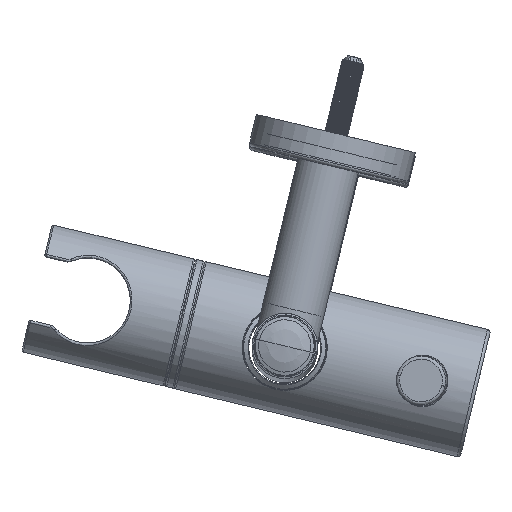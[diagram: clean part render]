
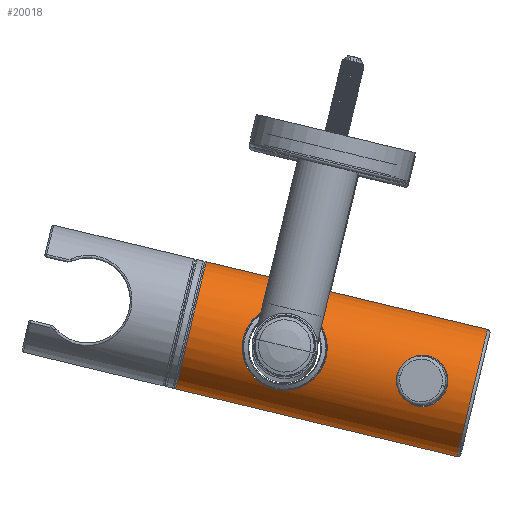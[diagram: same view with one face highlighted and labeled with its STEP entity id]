
A CAD part, top view. The second image highlights one B-rep face of the part: STEP entity #20018.
In plain terms, the highlighted cylindrical face has radius 20 mm (diameter 40 mm), a partial arc.
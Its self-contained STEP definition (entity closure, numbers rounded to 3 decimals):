
#18726=CARTESIAN_POINT('',(59.,0.,-60.));
#18727=DIRECTION('',(-1.,0.,0.));
#18728=DIRECTION('',(0.,0.,1.));
#18729=AXIS2_PLACEMENT_3D('',#18726,#18727,#18728);
#18731=DIRECTION('',(-1.,0.,0.));
#18732=VECTOR('',#18731,88.5);
#18733=CARTESIAN_POINT('',(59.,0.,-40.));
#18734=LINE('',#18733,#18732);
#18735=CARTESIAN_POINT('',(-29.5,0.,-60.));
#18736=DIRECTION('',(-1.,0.,0.));
#18737=DIRECTION('',(0.,0.,1.));
#18738=AXIS2_PLACEMENT_3D('',#18735,#18736,#18737);
#18740=DIRECTION('',(-1.,0.,0.));
#18741=VECTOR('',#18740,88.5);
#18742=CARTESIAN_POINT('',(59.,0.,-80.));
#18743=LINE('',#18742,#18741);
#18744=CARTESIAN_POINT('',(-13.,20.,-60.));
#18745=CARTESIAN_POINT('',(-13.,20.,-60.684));
#18746=CARTESIAN_POINT('',(-12.896,19.932,
-62.088));
#18747=CARTESIAN_POINT('',(-12.324,19.565,
-64.358));
#18748=CARTESIAN_POINT('',(-11.332,18.951,
-66.517));
#18749=CARTESIAN_POINT('',(-9.955,18.154,
-68.474));
#18750=CARTESIAN_POINT('',(-8.226,17.255,
-70.164));
#18751=CARTESIAN_POINT('',(-6.211,16.382,
-71.5));
#18752=CARTESIAN_POINT('',(-4.139,15.709,
-72.388));
#18753=CARTESIAN_POINT('',(-2.049,15.29,
-72.894));
#18754=CARTESIAN_POINT('',(0.007,15.153,
-73.053));
#18755=CARTESIAN_POINT('',(2.063,15.292,
-72.892));
#18756=CARTESIAN_POINT('',(4.154,15.713,
-72.383));
#18757=CARTESIAN_POINT('',(6.226,16.388,
-71.492));
#18758=CARTESIAN_POINT('',(8.239,17.262,
-70.153));
#18759=CARTESIAN_POINT('',(9.965,18.159,
-68.463));
#18760=CARTESIAN_POINT('',(11.341,18.956,
-66.501));
#18761=CARTESIAN_POINT('',(12.33,19.568,
-64.342));
#18762=CARTESIAN_POINT('',(12.898,19.933,
-62.075));
#18763=CARTESIAN_POINT('',(13.,20.,-60.679));
#18764=CARTESIAN_POINT('',(13.,20.,-60.));
#18766=CARTESIAN_POINT('',(13.,20.,-60.));
#18767=CARTESIAN_POINT('',(13.,20.,-59.316));
#18768=CARTESIAN_POINT('',(12.896,19.932,
-57.912));
#18769=CARTESIAN_POINT('',(12.325,19.565,
-55.642));
#18770=CARTESIAN_POINT('',(11.332,18.95,
-53.482));
#18771=CARTESIAN_POINT('',(9.955,18.153,
-51.525));
#18772=CARTESIAN_POINT('',(8.225,17.255,
-49.835));
#18773=CARTESIAN_POINT('',(6.21,16.381,
-48.5));
#18774=CARTESIAN_POINT('',(4.139,15.709,
-47.612));
#18775=CARTESIAN_POINT('',(2.049,15.29,
-47.105));
#18776=CARTESIAN_POINT('',(-0.007,15.153,
-46.947));
#18777=CARTESIAN_POINT('',(-2.063,15.292,
-47.108));
#18778=CARTESIAN_POINT('',(-4.154,15.713,
-47.617));
#18779=CARTESIAN_POINT('',(-6.226,16.387,
-48.508));
#18780=CARTESIAN_POINT('',(-8.239,17.261,
-49.846));
#18781=CARTESIAN_POINT('',(-9.964,18.159,
-51.536));
#18782=CARTESIAN_POINT('',(-11.341,18.956,
-53.498));
#18783=CARTESIAN_POINT('',(-12.33,19.568,
-55.658));
#18784=CARTESIAN_POINT('',(-12.898,19.933,
-57.926));
#18785=CARTESIAN_POINT('',(-13.,20.,-59.322));
#18786=CARTESIAN_POINT('',(-13.,20.,-60.));
#18788=CARTESIAN_POINT('',(35.438,20.,
-60.));
#18789=CARTESIAN_POINT('',(35.438,20.,
-60.525));
#18790=CARTESIAN_POINT('',(35.544,19.959,
-61.567));
#18791=CARTESIAN_POINT('',(36.035,19.775,
-63.12));
#18792=CARTESIAN_POINT('',(36.874,19.484,
-64.589));
#18793=CARTESIAN_POINT('',(38.031,19.131,
-65.872));
#18794=CARTESIAN_POINT('',(39.435,18.787,
-66.88));
#18795=CARTESIAN_POINT('',(40.991,18.519,
-67.559));
#18796=CARTESIAN_POINT('',(42.591,18.378,
-67.89));
#18797=CARTESIAN_POINT('',(44.169,18.376,
-67.895));
#18798=CARTESIAN_POINT('',(45.714,18.509,
-67.583));
#18799=CARTESIAN_POINT('',(47.192,18.762,
-66.946));
#18800=CARTESIAN_POINT('',(48.543,19.099,
-65.975));
#18801=CARTESIAN_POINT('',(49.663,19.453,
-64.716));
#18802=CARTESIAN_POINT('',(50.489,19.755,
-63.248));
#18803=CARTESIAN_POINT('',(50.988,19.955,
-61.642));
#18804=CARTESIAN_POINT('',(51.097,20.,
-60.553));
#18805=CARTESIAN_POINT('',(51.098,20.,
-60.));
#18807=CARTESIAN_POINT('',(51.098,20.,
-60.));
#18808=CARTESIAN_POINT('',(51.097,20.,
-59.447));
#18809=CARTESIAN_POINT('',(50.988,19.955,
-58.358));
#18810=CARTESIAN_POINT('',(50.489,19.756,
-56.753));
#18811=CARTESIAN_POINT('',(49.663,19.453,
-55.284));
#18812=CARTESIAN_POINT('',(48.541,19.098,
-54.024));
#18813=CARTESIAN_POINT('',(47.191,18.761,
-53.053));
#18814=CARTESIAN_POINT('',(45.712,18.509,
-52.416));
#18815=CARTESIAN_POINT('',(44.167,18.376,
-52.105));
#18816=CARTESIAN_POINT('',(42.59,18.378,
-52.11));
#18817=CARTESIAN_POINT('',(40.991,18.519,
-52.441));
#18818=CARTESIAN_POINT('',(39.435,18.786,
-53.12));
#18819=CARTESIAN_POINT('',(38.031,19.131,
-54.127));
#18820=CARTESIAN_POINT('',(36.874,19.484,
-55.411));
#18821=CARTESIAN_POINT('',(36.035,19.775,
-56.88));
#18822=CARTESIAN_POINT('',(35.544,19.959,
-58.432));
#18823=CARTESIAN_POINT('',(35.438,20.,
-59.475));
#18824=CARTESIAN_POINT('',(35.438,20.,
-60.));
#18982=CARTESIAN_POINT('',(59.,0.,-80.));
#18983=CARTESIAN_POINT('',(59.,0.,-40.));
#18984=VERTEX_POINT('',#18982);
#18985=VERTEX_POINT('',#18983);
#18994=CARTESIAN_POINT('',(-29.5,0.,-80.));
#18995=CARTESIAN_POINT('',(-29.5,0.,-40.));
#18996=VERTEX_POINT('',#18994);
#18997=VERTEX_POINT('',#18995);
#19000=VERTEX_POINT('',#18744);
#19001=VERTEX_POINT('',#18764);
#19038=VERTEX_POINT('',#18788);
#19039=VERTEX_POINT('',#18805);
#19992=CARTESIAN_POINT('',(66.9,0.,-60.));
#19993=DIRECTION('',(-1.,0.,0.));
#19994=DIRECTION('',(0.,0.,-1.));
#19995=AXIS2_PLACEMENT_3D('',#19992,#19993,#19994);
#19996=CYLINDRICAL_SURFACE('',#19995,20.);
#19998=ORIENTED_EDGE('',*,*,#19997,.F.);
#20000=ORIENTED_EDGE('',*,*,#19999,.T.);
#20001=ORIENTED_EDGE('',*,*,#19986,.T.);
#20003=ORIENTED_EDGE('',*,*,#20002,.F.);
#20004=EDGE_LOOP('',(#19998,#20000,#20001,#20003));
#20005=FACE_OUTER_BOUND('',#20004,.F.);
#20007=ORIENTED_EDGE('',*,*,#20006,.F.);
#20009=ORIENTED_EDGE('',*,*,#20008,.F.);
#20010=EDGE_LOOP('',(#20007,#20009));
#20011=FACE_BOUND('',#20010,.F.);
#20013=ORIENTED_EDGE('',*,*,#20012,.F.);
#20015=ORIENTED_EDGE('',*,*,#20014,.F.);
#20016=EDGE_LOOP('',(#20013,#20015));
#20017=FACE_BOUND('',#20016,.F.);
#20018=ADVANCED_FACE('',(#20005,#20011,#20017),#19996,.T.);
#18730=CIRCLE('',#18729,20.);
#18739=CIRCLE('',#18738,20.);
#18765=B_SPLINE_CURVE_WITH_KNOTS('',3,(#18744,#18745,#18746,#18747,#18748,
#18749,#18750,#18751,#18752,#18753,#18754,#18755,#18756,#18757,#18758,#18759,
#18760,#18761,#18762,#18763,#18764),.UNSPECIFIED.,.F.,.F.,(4,1,1,1,1,1,1,1,1,1,
1,1,1,1,1,1,1,1,4),(0.,0.056,0.111,0.167,
0.222,0.278,0.333,0.389,
0.444,0.5,0.556,0.611,0.667,
0.722,0.778,0.833,0.889,
0.944,1.),.UNSPECIFIED.);
#18787=B_SPLINE_CURVE_WITH_KNOTS('',3,(#18766,#18767,#18768,#18769,#18770,
#18771,#18772,#18773,#18774,#18775,#18776,#18777,#18778,#18779,#18780,#18781,
#18782,#18783,#18784,#18785,#18786),.UNSPECIFIED.,.F.,.F.,(4,1,1,1,1,1,1,1,1,1,
1,1,1,1,1,1,1,1,4),(0.,0.056,0.111,0.167,
0.222,0.278,0.333,0.389,
0.444,0.5,0.556,0.611,0.667,
0.722,0.778,0.833,0.889,
0.944,1.),.UNSPECIFIED.);
#18806=B_SPLINE_CURVE_WITH_KNOTS('',3,(#18788,#18789,#18790,#18791,#18792,
#18793,#18794,#18795,#18796,#18797,#18798,#18799,#18800,#18801,#18802,#18803,
#18804,#18805),.UNSPECIFIED.,.F.,.F.,(4,1,1,1,1,1,1,1,1,1,1,1,1,1,1,4),(0.,
0.067,0.133,0.2,0.267,0.333,
0.4,0.467,0.533,0.6,0.667,
0.733,0.8,0.867,0.933,1.),
.UNSPECIFIED.);
#18825=B_SPLINE_CURVE_WITH_KNOTS('',3,(#18807,#18808,#18809,#18810,#18811,
#18812,#18813,#18814,#18815,#18816,#18817,#18818,#18819,#18820,#18821,#18822,
#18823,#18824),.UNSPECIFIED.,.F.,.F.,(4,1,1,1,1,1,1,1,1,1,1,1,1,1,1,4),(0.,
0.067,0.133,0.2,0.267,0.333,
0.4,0.467,0.533,0.6,0.667,
0.733,0.8,0.867,0.933,1.),
.UNSPECIFIED.);
#19986=EDGE_CURVE('',#18997,#18996,#18739,.T.);
#19997=EDGE_CURVE('',#18985,#18984,#18730,.T.);
#19999=EDGE_CURVE('',#18985,#18997,#18734,.T.);
#20002=EDGE_CURVE('',#18984,#18996,#18743,.T.);
#20006=EDGE_CURVE('',#19000,#19001,#18765,.T.);
#20008=EDGE_CURVE('',#19001,#19000,#18787,.T.);
#20012=EDGE_CURVE('',#19038,#19039,#18806,.T.);
#20014=EDGE_CURVE('',#19039,#19038,#18825,.T.);
